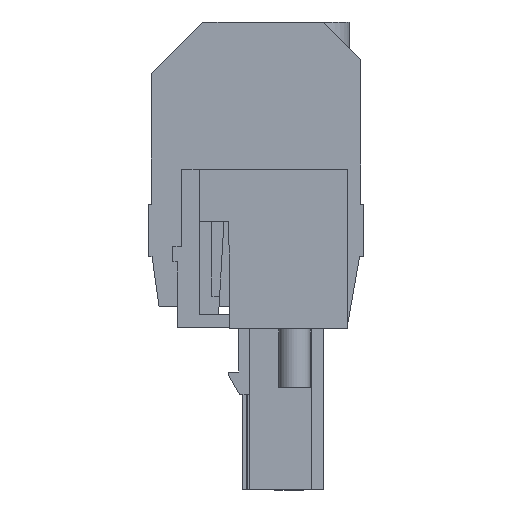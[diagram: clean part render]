
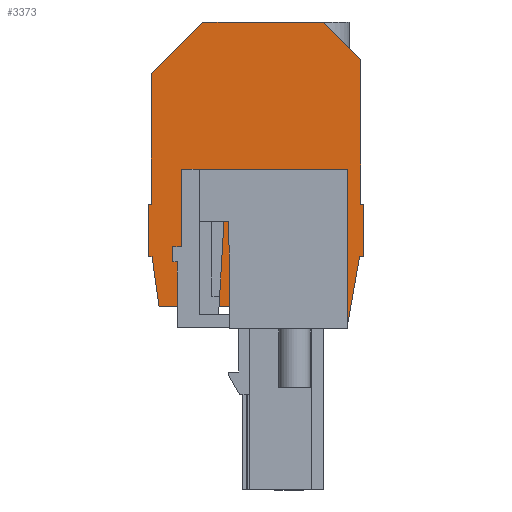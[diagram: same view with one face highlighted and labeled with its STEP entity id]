
A CAD part, left-side view. The second image highlights one B-rep face of the part: STEP entity #3373.
In plain terms, the highlighted planar face has unit normal (-1, 0, 0).
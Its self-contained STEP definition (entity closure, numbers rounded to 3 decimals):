
#3242=AXIS2_PLACEMENT_3D('Plane Axis2P3D',#3239,#3240,#3241) ;
#136=CARTESIAN_POINT('Vertex',(7.17,20.3,39.764)) ;
#152=CARTESIAN_POINT('Vertex',(7.17,20.3,27.3)) ;
#155=CARTESIAN_POINT('Line Origine',(7.17,20.3,33.532)) ;
#304=CARTESIAN_POINT('Vertex',(7.17,0.3,27.3)) ;
#761=CARTESIAN_POINT('Vertex',(7.17,0.3,41.114)) ;
#764=CARTESIAN_POINT('Line Origine',(7.17,0.3,34.207)) ;
#2571=CARTESIAN_POINT('Vertex',(7.17,0.404,22.3)) ;
#2574=CARTESIAN_POINT('Line Origine',(7.17,0.977,19.05)) ;
#2578=CARTESIAN_POINT('Vertex',(7.17,1.55,15.801)) ;
#2637=CARTESIAN_POINT('Vertex',(7.17,19.557,17.5)) ;
#2640=CARTESIAN_POINT('Line Origine',(7.17,19.895,19.9)) ;
#2644=CARTESIAN_POINT('Vertex',(7.17,20.232,22.3)) ;
#3104=CARTESIAN_POINT('Vertex',(7.17,3.886,44.7)) ;
#3107=CARTESIAN_POINT('Line Origine',(7.17,2.093,42.907)) ;
#3239=CARTESIAN_POINT('Axis2P3D Location',(7.17,0.,0.)) ;
#3244=CARTESIAN_POINT('Line Origine',(7.17,0.202,22.3)) ;
#3248=CARTESIAN_POINT('Vertex',(7.17,0.,22.3)) ;
#3251=CARTESIAN_POINT('Line Origine',(7.17,0.,24.8)) ;
#3255=CARTESIAN_POINT('Vertex',(7.17,0.,27.3)) ;
#3258=CARTESIAN_POINT('Line Origine',(7.17,0.15,27.3)) ;
#3263=CARTESIAN_POINT('Line Origine',(7.17,9.625,44.7)) ;
#3267=CARTESIAN_POINT('Vertex',(7.17,15.364,44.7)) ;
#3270=CARTESIAN_POINT('Line Origine',(7.17,17.832,42.232)) ;
#3275=CARTESIAN_POINT('Line Origine',(7.17,20.45,27.3)) ;
#3279=CARTESIAN_POINT('Vertex',(7.17,20.6,27.3)) ;
#3282=CARTESIAN_POINT('Line Origine',(7.17,20.6,24.8)) ;
#3286=CARTESIAN_POINT('Vertex',(7.17,20.6,22.3)) ;
#3289=CARTESIAN_POINT('Line Origine',(7.17,20.416,22.3)) ;
#3294=CARTESIAN_POINT('Line Origine',(7.17,16.205,17.5)) ;
#3298=CARTESIAN_POINT('Vertex',(7.17,12.853,17.5)) ;
#3301=CARTESIAN_POINT('Line Origine',(7.17,12.882,24.06)) ;
#3305=CARTESIAN_POINT('Vertex',(7.17,12.91,30.62)) ;
#3308=CARTESIAN_POINT('Line Origine',(7.17,7.23,30.62)) ;
#3312=CARTESIAN_POINT('Vertex',(7.17,1.55,30.62)) ;
#3315=CARTESIAN_POINT('Line Origine',(7.17,1.55,23.21)) ;
#3339=CARTESIAN_POINT('Line Origine',(7.17,14.71,28.12)) ;
#3343=CARTESIAN_POINT('Vertex',(7.17,14.71,25.62)) ;
#3345=CARTESIAN_POINT('Vertex',(7.17,14.71,30.62)) ;
#3348=CARTESIAN_POINT('Line Origine',(7.17,15.21,25.62)) ;
#3352=CARTESIAN_POINT('Vertex',(7.17,15.71,25.62)) ;
#3355=CARTESIAN_POINT('Line Origine',(7.17,15.71,28.12)) ;
#3359=CARTESIAN_POINT('Vertex',(7.17,15.71,30.62)) ;
#3362=CARTESIAN_POINT('Line Origine',(7.17,15.21,30.62)) ;
#156=DIRECTION('Vector Direction',(0.,0.,1.)) ;
#765=DIRECTION('Vector Direction',(0.,0.,-1.)) ;
#2575=DIRECTION('Vector Direction',(0.,0.174,-0.985)) ;
#2641=DIRECTION('Vector Direction',(0.,-0.139,-0.99)) ;
#3108=DIRECTION('Vector Direction',(0.,0.707,0.707)) ;
#3240=DIRECTION('Axis2P3D Direction',(-1.,0.,0.)) ;
#3241=DIRECTION('Axis2P3D XDirection',(0.,0.,1.)) ;
#3245=DIRECTION('Vector Direction',(0.,-1.,0.)) ;
#3252=DIRECTION('Vector Direction',(0.,0.,1.)) ;
#3259=DIRECTION('Vector Direction',(0.,1.,0.)) ;
#3264=DIRECTION('Vector Direction',(0.,1.,0.)) ;
#3271=DIRECTION('Vector Direction',(0.,0.707,-0.707)) ;
#3276=DIRECTION('Vector Direction',(0.,1.,0.)) ;
#3283=DIRECTION('Vector Direction',(0.,0.,-1.)) ;
#3290=DIRECTION('Vector Direction',(0.,-1.,0.)) ;
#3295=DIRECTION('Vector Direction',(0.,-1.,0.)) ;
#3302=DIRECTION('Vector Direction',(0.,-0.004,-1.)) ;
#3309=DIRECTION('Vector Direction',(0.,1.,0.)) ;
#3316=DIRECTION('Vector Direction',(0.,0.,1.)) ;
#3340=DIRECTION('Vector Direction',(0.,0.,1.)) ;
#3349=DIRECTION('Vector Direction',(0.,1.,0.)) ;
#3356=DIRECTION('Vector Direction',(0.,0.,1.)) ;
#3363=DIRECTION('Vector Direction',(0.,1.,0.)) ;
#157=VECTOR('Line Direction',#156,1.) ;
#766=VECTOR('Line Direction',#765,1.) ;
#2576=VECTOR('Line Direction',#2575,1.) ;
#2642=VECTOR('Line Direction',#2641,1.) ;
#3109=VECTOR('Line Direction',#3108,1.) ;
#3246=VECTOR('Line Direction',#3245,1.) ;
#3253=VECTOR('Line Direction',#3252,1.) ;
#3260=VECTOR('Line Direction',#3259,1.) ;
#3265=VECTOR('Line Direction',#3264,1.) ;
#3272=VECTOR('Line Direction',#3271,1.) ;
#3277=VECTOR('Line Direction',#3276,1.) ;
#3284=VECTOR('Line Direction',#3283,1.) ;
#3291=VECTOR('Line Direction',#3290,1.) ;
#3296=VECTOR('Line Direction',#3295,1.) ;
#3303=VECTOR('Line Direction',#3302,1.) ;
#3310=VECTOR('Line Direction',#3309,1.) ;
#3317=VECTOR('Line Direction',#3316,1.) ;
#3341=VECTOR('Line Direction',#3340,1.) ;
#3350=VECTOR('Line Direction',#3349,1.) ;
#3357=VECTOR('Line Direction',#3356,1.) ;
#3364=VECTOR('Line Direction',#3363,1.) ;
#3321=ORIENTED_EDGE('',*,*,#2580,.T.) ;
#3322=ORIENTED_EDGE('',*,*,#3250,.T.) ;
#3323=ORIENTED_EDGE('',*,*,#3257,.T.) ;
#3324=ORIENTED_EDGE('',*,*,#3262,.T.) ;
#3325=ORIENTED_EDGE('',*,*,#768,.T.) ;
#3326=ORIENTED_EDGE('',*,*,#3111,.T.) ;
#3327=ORIENTED_EDGE('',*,*,#3269,.T.) ;
#3328=ORIENTED_EDGE('',*,*,#3274,.T.) ;
#3329=ORIENTED_EDGE('',*,*,#159,.T.) ;
#3330=ORIENTED_EDGE('',*,*,#3281,.T.) ;
#3331=ORIENTED_EDGE('',*,*,#3288,.T.) ;
#3332=ORIENTED_EDGE('',*,*,#3293,.T.) ;
#3333=ORIENTED_EDGE('',*,*,#2646,.T.) ;
#3334=ORIENTED_EDGE('',*,*,#3300,.T.) ;
#3335=ORIENTED_EDGE('',*,*,#3307,.F.) ;
#3336=ORIENTED_EDGE('',*,*,#3314,.F.) ;
#3337=ORIENTED_EDGE('',*,*,#3319,.F.) ;
#3368=ORIENTED_EDGE('',*,*,#3347,.F.) ;
#3369=ORIENTED_EDGE('',*,*,#3354,.T.) ;
#3370=ORIENTED_EDGE('',*,*,#3361,.T.) ;
#3371=ORIENTED_EDGE('',*,*,#3366,.F.) ;
#3372=FACE_BOUND('',#3367,.T.) ;
#3373=ADVANCED_FACE('housing',(#3338,#3372),#3243,.T.) ;
#159=EDGE_CURVE('',#137,#153,#158,.F.) ;
#768=EDGE_CURVE('',#305,#762,#767,.F.) ;
#2580=EDGE_CURVE('',#2579,#2572,#2577,.F.) ;
#2646=EDGE_CURVE('',#2645,#2638,#2643,.T.) ;
#3111=EDGE_CURVE('',#762,#3105,#3110,.T.) ;
#3250=EDGE_CURVE('',#2572,#3249,#3247,.T.) ;
#3257=EDGE_CURVE('',#3249,#3256,#3254,.T.) ;
#3262=EDGE_CURVE('',#3256,#305,#3261,.T.) ;
#3269=EDGE_CURVE('',#3105,#3268,#3266,.T.) ;
#3274=EDGE_CURVE('',#3268,#137,#3273,.T.) ;
#3281=EDGE_CURVE('',#153,#3280,#3278,.T.) ;
#3288=EDGE_CURVE('',#3280,#3287,#3285,.T.) ;
#3293=EDGE_CURVE('',#3287,#2645,#3292,.T.) ;
#3300=EDGE_CURVE('',#2638,#3299,#3297,.T.) ;
#3307=EDGE_CURVE('',#3306,#3299,#3304,.T.) ;
#3314=EDGE_CURVE('',#3313,#3306,#3311,.T.) ;
#3319=EDGE_CURVE('',#2579,#3313,#3318,.T.) ;
#3347=EDGE_CURVE('',#3344,#3346,#3342,.T.) ;
#3354=EDGE_CURVE('',#3344,#3353,#3351,.T.) ;
#3361=EDGE_CURVE('',#3353,#3360,#3358,.T.) ;
#3366=EDGE_CURVE('',#3346,#3360,#3365,.T.) ;
#3320=EDGE_LOOP('',(#3321,#3322,#3323,#3324,#3325,#3326,#3327,#3328,#3329,#3330,#3331,#3332,#3333,#3334,#3335,#3336,#3337)) ;
#3367=EDGE_LOOP('',(#3368,#3369,#3370,#3371)) ;
#3338=FACE_OUTER_BOUND('',#3320,.T.) ;
#158=LINE('Line',#155,#157) ;
#767=LINE('Line',#764,#766) ;
#2577=LINE('Line',#2574,#2576) ;
#2643=LINE('Line',#2640,#2642) ;
#3110=LINE('Line',#3107,#3109) ;
#3247=LINE('Line',#3244,#3246) ;
#3254=LINE('Line',#3251,#3253) ;
#3261=LINE('Line',#3258,#3260) ;
#3266=LINE('Line',#3263,#3265) ;
#3273=LINE('Line',#3270,#3272) ;
#3278=LINE('Line',#3275,#3277) ;
#3285=LINE('Line',#3282,#3284) ;
#3292=LINE('Line',#3289,#3291) ;
#3297=LINE('Line',#3294,#3296) ;
#3304=LINE('Line',#3301,#3303) ;
#3311=LINE('Line',#3308,#3310) ;
#3318=LINE('Line',#3315,#3317) ;
#3342=LINE('Line',#3339,#3341) ;
#3351=LINE('Line',#3348,#3350) ;
#3358=LINE('Line',#3355,#3357) ;
#3365=LINE('Line',#3362,#3364) ;
#3243=PLANE('',#3242) ;
#137=VERTEX_POINT('',#136) ;
#153=VERTEX_POINT('',#152) ;
#305=VERTEX_POINT('',#304) ;
#762=VERTEX_POINT('',#761) ;
#2572=VERTEX_POINT('',#2571) ;
#2579=VERTEX_POINT('',#2578) ;
#2638=VERTEX_POINT('',#2637) ;
#2645=VERTEX_POINT('',#2644) ;
#3105=VERTEX_POINT('',#3104) ;
#3249=VERTEX_POINT('',#3248) ;
#3256=VERTEX_POINT('',#3255) ;
#3268=VERTEX_POINT('',#3267) ;
#3280=VERTEX_POINT('',#3279) ;
#3287=VERTEX_POINT('',#3286) ;
#3299=VERTEX_POINT('',#3298) ;
#3306=VERTEX_POINT('',#3305) ;
#3313=VERTEX_POINT('',#3312) ;
#3344=VERTEX_POINT('',#3343) ;
#3346=VERTEX_POINT('',#3345) ;
#3353=VERTEX_POINT('',#3352) ;
#3360=VERTEX_POINT('',#3359) ;
